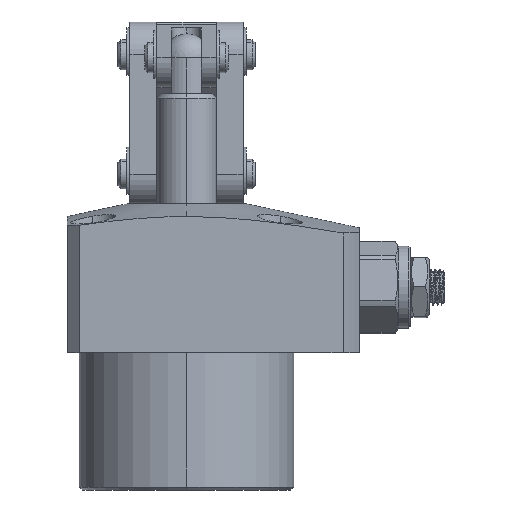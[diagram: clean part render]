
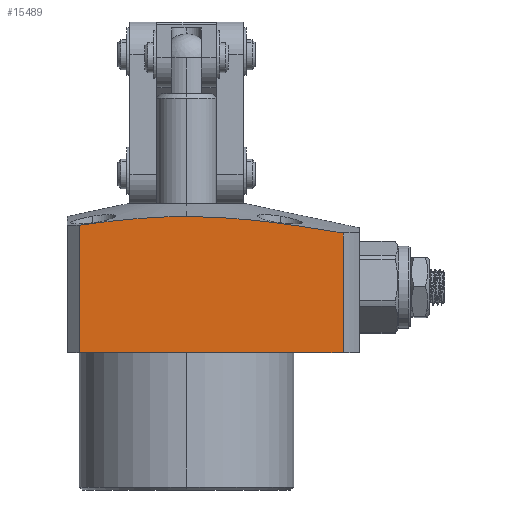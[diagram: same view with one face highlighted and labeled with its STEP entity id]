
A CAD part, left-side view. The second image highlights one B-rep face of the part: STEP entity #15489.
In plain terms, the highlighted face is planar.
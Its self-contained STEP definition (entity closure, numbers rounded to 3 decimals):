
#931 = CARTESIAN_POINT ( 'NONE',  ( 18., 0., -20. ) ) ;
#1098 = DIRECTION ( 'NONE',  ( 0., 1., 0. ) ) ;
#1582 = EDGE_CURVE ( 'NONE', #4901, #14413, #13349, .T. ) ;
#1822 = VERTEX_POINT ( 'NONE', #9083 ) ;
#1996 = CARTESIAN_POINT ( 'NONE',  ( -26.249, 43.111, -20. ) ) ;
#2511 = B_SPLINE_CURVE_WITH_KNOTS ( 'NONE', 3,
 ( #15999, #16711, #16969, #16983, #16126, #17268, #16315, #17430 ),
 .UNSPECIFIED., .F., .F.,
 ( 4, 2, 2, 4 ),
 ( 0.05, 0.054, 0.059, 0.068 ),
 .UNSPECIFIED. ) ;
#3547 = LINE ( 'NONE', #931, #14086 ) ;
#3771 = EDGE_CURVE ( 'NONE', #14413, #8833, #2511, .T. ) ;
#3821 = FACE_OUTER_BOUND ( 'NONE', #15363, .T. ) ;
#4901 = VERTEX_POINT ( 'NONE', #9509 ) ;
#5081 = CARTESIAN_POINT ( 'NONE',  ( -10.969, 45.293, -20. ) ) ;
#5940 = EDGE_CURVE ( 'NONE', #15504, #4901, #11984, .T. ) ;
#6160 = CARTESIAN_POINT ( 'NONE',  ( -26.249, 0., -20. ) ) ;
#6335 = DIRECTION ( 'NONE',  ( 0., 1., 0. ) ) ;
#6361 = CARTESIAN_POINT ( 'NONE',  ( -4.395, 45.796, -20. ) ) ;
#6649 = CARTESIAN_POINT ( 'NONE',  ( -24.072, 43.479, -20. ) ) ;
#6926 = CARTESIAN_POINT ( 'NONE',  ( -21.892, 43.831, -20. ) ) ;
#6928 = AXIS2_PLACEMENT_3D ( 'NONE', #12562, #12389, #12320 ) ;
#8604 = ORIENTED_EDGE ( 'NONE', *, *, #5940, .T. ) ;
#8833 = VERTEX_POINT ( 'NONE', #9699 ) ;
#8866 = CARTESIAN_POINT ( 'NONE',  ( -2.2, 45.874, -20. ) ) ;
#8879 = VECTOR ( 'NONE', #6335, 1000. ) ;
#8921 = CARTESIAN_POINT ( 'NONE',  ( -15.342, 44.782, -20. ) ) ;
#8922 = LINE ( 'NONE', #15911, #14709 ) ;
#9083 = CARTESIAN_POINT ( 'NONE',  ( 18., 23., -20. ) ) ;
#9509 = CARTESIAN_POINT ( 'NONE',  ( -26.249, 43.111, -20. ) ) ;
#9699 = CARTESIAN_POINT ( 'NONE',  ( 18., 44.406, -20. ) ) ;
#10824 = EDGE_CURVE ( 'NONE', #1822, #8833, #3547, .T. ) ;
#11206 = CARTESIAN_POINT ( 'NONE',  ( -17.526, 44.483, -20. ) ) ;
#11984 = LINE ( 'NONE', #6160, #8879 ) ;
#12320 = DIRECTION ( 'NONE',  ( 1., 0., 0. ) ) ;
#12389 = DIRECTION ( 'NONE',  ( 0., 0., 1. ) ) ;
#12562 = CARTESIAN_POINT ( 'NONE',  ( 0., 0., -20. ) ) ;
#12623 = CARTESIAN_POINT ( 'NONE',  ( 0., 45.874, -20. ) ) ;
#12624 = PLANE ( 'NONE',  #6928 ) ;
#13349 = B_SPLINE_CURVE_WITH_KNOTS ( 'NONE', 3,
 ( #1996, #6649, #6926, #11206, #8921, #5081, #14340, #6361, #8866, #12623 ),
 .UNSPECIFIED., .F., .F.,
 ( 4, 2, 2, 2, 4 ),
 ( 0.023, 0.03, 0.037, 0.043, 0.05 ),
 .UNSPECIFIED. ) ;
#13656 = CARTESIAN_POINT ( 'NONE',  ( -26.249, 23., -20. ) ) ;
#13952 = ORIENTED_EDGE ( 'NONE', *, *, #14510, .T. ) ;
#14086 = VECTOR ( 'NONE', #1098, 1000. ) ;
#14340 = CARTESIAN_POINT ( 'NONE',  ( -8.78, 45.504, -20. ) ) ;
#14413 = VERTEX_POINT ( 'NONE', #17319 ) ;
#14510 = EDGE_CURVE ( 'NONE', #1822, #15504, #8922, .T. ) ;
#14709 = VECTOR ( 'NONE', #15601, 1000. ) ;
#15291 = ORIENTED_EDGE ( 'NONE', *, *, #1582, .T. ) ;
#15363 = EDGE_LOOP ( 'NONE', ( #8604, #15291, #16366, #15520, #13952 ) ) ;
#15489 = ADVANCED_FACE ( 'NONE', ( #3821 ), #12624, .F. ) ;
#15504 = VERTEX_POINT ( 'NONE', #13656 ) ;
#15520 = ORIENTED_EDGE ( 'NONE', *, *, #10824, .F. ) ;
#15601 = DIRECTION ( 'NONE',  ( -1., 0., 0. ) ) ;
#15911 = CARTESIAN_POINT ( 'NONE',  ( 18., 23., -20. ) ) ;
#15999 = CARTESIAN_POINT ( 'NONE',  ( 0., 45.874, -20. ) ) ;
#16126 = CARTESIAN_POINT ( 'NONE',  ( 7.514, 45.594, -20. ) ) ;
#16315 = CARTESIAN_POINT ( 'NONE',  ( 15.02, 44.83, -20. ) ) ;
#16366 = ORIENTED_EDGE ( 'NONE', *, *, #3771, .T. ) ;
#16711 = CARTESIAN_POINT ( 'NONE',  ( 1.5, 45.874, -20. ) ) ;
#16969 = CARTESIAN_POINT ( 'NONE',  ( 3.001, 45.838, -20. ) ) ;
#16983 = CARTESIAN_POINT ( 'NONE',  ( 6.008, 45.698, -20. ) ) ;
#17268 = CARTESIAN_POINT ( 'NONE',  ( 12.029, 45.199, -20. ) ) ;
#17319 = CARTESIAN_POINT ( 'NONE',  ( 0., 45.874, -20. ) ) ;
#17430 = CARTESIAN_POINT ( 'NONE',  ( 18., 44.406, -20. ) ) ;
